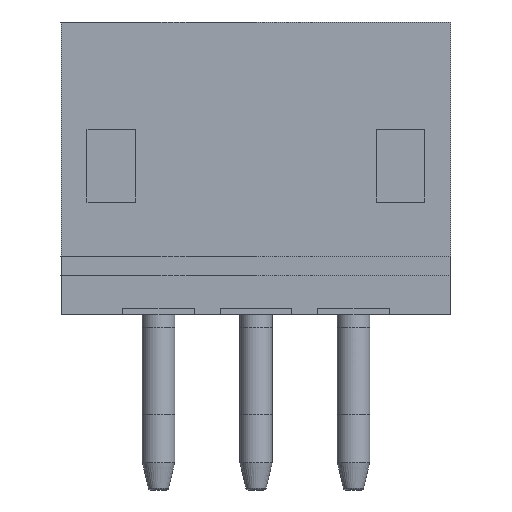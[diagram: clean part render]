
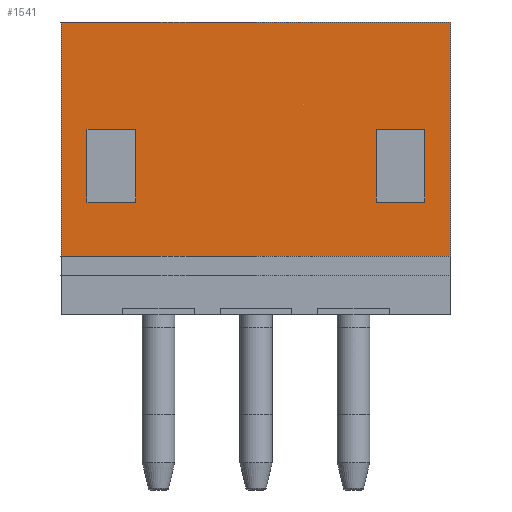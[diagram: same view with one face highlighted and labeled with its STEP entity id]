
A CAD part, front view. The second image highlights one B-rep face of the part: STEP entity #1541.
In plain terms, the highlighted planar face has unit normal (0, -1, 0).
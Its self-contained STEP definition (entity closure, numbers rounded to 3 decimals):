
#127=LINE('',#2332,#311);
#128=LINE('',#2335,#312);
#129=LINE('',#2337,#313);
#130=LINE('',#2339,#314);
#131=LINE('',#2340,#315);
#132=LINE('',#2343,#316);
#133=LINE('',#2345,#317);
#134=LINE('',#2347,#318);
#135=LINE('',#2348,#319);
#136=LINE('',#2351,#320);
#137=LINE('',#2353,#321);
#138=LINE('',#2355,#322);
#311=VECTOR('',#1864,1000.);
#312=VECTOR('',#1865,1000.);
#313=VECTOR('',#1866,1000.);
#314=VECTOR('',#1867,1000.);
#315=VECTOR('',#1868,1000.);
#316=VECTOR('',#1869,1000.);
#317=VECTOR('',#1870,1000.);
#318=VECTOR('',#1871,1000.);
#319=VECTOR('',#1872,1000.);
#320=VECTOR('',#1873,1000.);
#321=VECTOR('',#1874,1000.);
#322=VECTOR('',#1875,1000.);
#509=ORIENTED_EDGE('',*,*,#917,.T.);
#510=ORIENTED_EDGE('',*,*,#918,.T.);
#511=ORIENTED_EDGE('',*,*,#919,.T.);
#512=ORIENTED_EDGE('',*,*,#920,.T.);
#513=ORIENTED_EDGE('',*,*,#921,.T.);
#514=ORIENTED_EDGE('',*,*,#922,.T.);
#515=ORIENTED_EDGE('',*,*,#923,.T.);
#516=ORIENTED_EDGE('',*,*,#924,.T.);
#517=ORIENTED_EDGE('',*,*,#925,.F.);
#518=ORIENTED_EDGE('',*,*,#926,.T.);
#519=ORIENTED_EDGE('',*,*,#927,.T.);
#520=ORIENTED_EDGE('',*,*,#928,.T.);
#917=EDGE_CURVE('',#1117,#1118,#127,.T.);
#918=EDGE_CURVE('',#1118,#1119,#128,.T.);
#919=EDGE_CURVE('',#1119,#1120,#129,.T.);
#920=EDGE_CURVE('',#1120,#1117,#130,.T.);
#921=EDGE_CURVE('',#1121,#1122,#131,.T.);
#922=EDGE_CURVE('',#1122,#1123,#132,.T.);
#923=EDGE_CURVE('',#1123,#1124,#133,.T.);
#924=EDGE_CURVE('',#1124,#1121,#134,.T.);
#925=EDGE_CURVE('',#1125,#1126,#135,.T.);
#926=EDGE_CURVE('',#1125,#1127,#136,.T.);
#927=EDGE_CURVE('',#1127,#1128,#137,.T.);
#928=EDGE_CURVE('',#1128,#1126,#138,.T.);
#1117=VERTEX_POINT('',#2333);
#1118=VERTEX_POINT('',#2334);
#1119=VERTEX_POINT('',#2336);
#1120=VERTEX_POINT('',#2338);
#1121=VERTEX_POINT('',#2341);
#1122=VERTEX_POINT('',#2342);
#1123=VERTEX_POINT('',#2344);
#1124=VERTEX_POINT('',#2346);
#1125=VERTEX_POINT('',#2349);
#1126=VERTEX_POINT('',#2350);
#1127=VERTEX_POINT('',#2352);
#1128=VERTEX_POINT('',#2354);
#1241=EDGE_LOOP('',(#509,#510,#511,#512));
#1242=EDGE_LOOP('',(#513,#514,#515,#516));
#1243=EDGE_LOOP('',(#517,#518,#519,#520));
#1359=FACE_BOUND('',#1241,.T.);
#1360=FACE_BOUND('',#1242,.T.);
#1361=FACE_BOUND('',#1243,.T.);
#1471=PLANE('',#1674);
#1541=ADVANCED_FACE('',(#1359,#1360,#1361),#1471,.T.);
#1674=AXIS2_PLACEMENT_3D('',#2331,#1862,#1863);
#1862=DIRECTION('',(0.,-1.,0.));
#1863=DIRECTION('',(0.,0.,-1.));
#1864=DIRECTION('',(0.,0.,1.));
#1865=DIRECTION('',(1.,0.,0.));
#1866=DIRECTION('',(0.,0.,-1.));
#1867=DIRECTION('',(-1.,0.,0.));
#1868=DIRECTION('',(-1.,0.,0.));
#1869=DIRECTION('',(0.,0.,1.));
#1870=DIRECTION('',(1.,0.,0.));
#1871=DIRECTION('',(0.,0.,-1.));
#1872=DIRECTION('',(0.,0.,1.));
#1873=DIRECTION('',(1.,0.,0.));
#1874=DIRECTION('',(0.,0.,1.));
#1875=DIRECTION('',(-1.,0.,0.));
#2331=CARTESIAN_POINT('',(3.,-1.75,-2.25));
#2332=CARTESIAN_POINT('',(-2.6,-1.75,-0.52));
#2333=CARTESIAN_POINT('',(-2.6,-1.75,-0.52));
#2334=CARTESIAN_POINT('',(-2.6,-1.75,0.6));
#2335=CARTESIAN_POINT('',(-2.6,-1.75,0.6));
#2336=CARTESIAN_POINT('',(-1.85,-1.75,0.6));
#2337=CARTESIAN_POINT('',(-1.85,-1.75,0.6));
#2338=CARTESIAN_POINT('',(-1.85,-1.75,-0.52));
#2339=CARTESIAN_POINT('',(-1.85,-1.75,-0.52));
#2340=CARTESIAN_POINT('',(2.6,-1.75,-0.52));
#2341=CARTESIAN_POINT('',(2.6,-1.75,-0.52));
#2342=CARTESIAN_POINT('',(1.85,-1.75,-0.52));
#2343=CARTESIAN_POINT('',(1.85,-1.75,-0.52));
#2344=CARTESIAN_POINT('',(1.85,-1.75,0.6));
#2345=CARTESIAN_POINT('',(1.85,-1.75,0.6));
#2346=CARTESIAN_POINT('',(2.6,-1.75,0.6));
#2347=CARTESIAN_POINT('',(2.6,-1.75,0.6));
#2348=CARTESIAN_POINT('',(-3.,-1.75,-2.25));
#2349=CARTESIAN_POINT('',(-3.,-1.75,-1.35));
#2350=CARTESIAN_POINT('',(-3.,-1.75,2.25));
#2351=CARTESIAN_POINT('',(-5.276,-1.75,-1.35));
#2352=CARTESIAN_POINT('',(3.,-1.75,-1.35));
#2353=CARTESIAN_POINT('',(3.,-1.75,-2.25));
#2354=CARTESIAN_POINT('',(3.,-1.75,2.25));
#2355=CARTESIAN_POINT('',(3.,-1.75,2.25));
